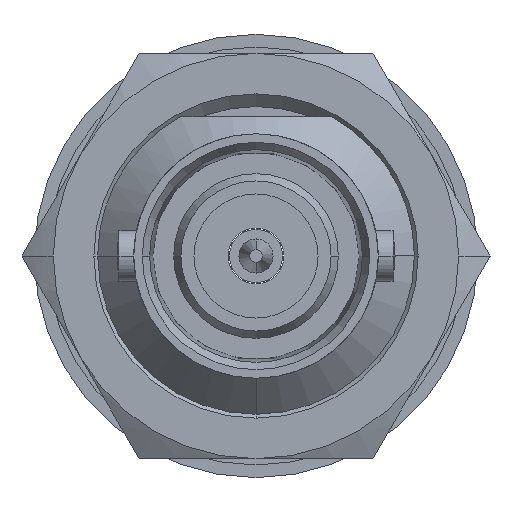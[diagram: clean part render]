
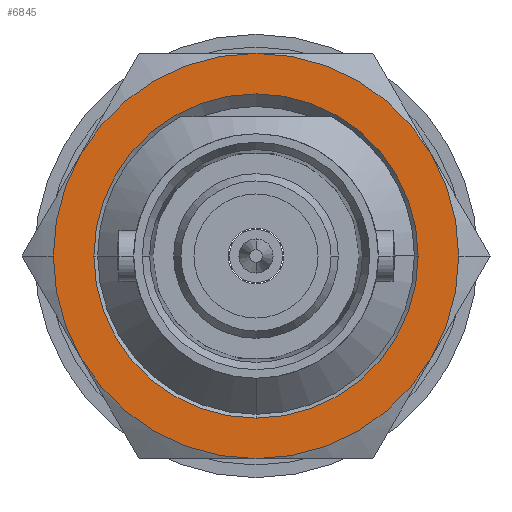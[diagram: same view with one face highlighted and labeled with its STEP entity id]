
A CAD part, left-side view. The second image highlights one B-rep face of the part: STEP entity #6845.
In plain terms, the highlighted planar face has unit normal (-1, 0, 0).
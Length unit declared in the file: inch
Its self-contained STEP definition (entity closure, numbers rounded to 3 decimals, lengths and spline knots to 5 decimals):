
#37 = EDGE_CURVE ( 'NONE', #782, #6070, #961, .T. ) ;
#45 = EDGE_CURVE ( 'NONE', #3516, #2818, #833, .T. ) ;
#163 = DIRECTION ( 'NONE',  ( 1., 0., 0. ) ) ;
#267 = CARTESIAN_POINT ( 'NONE',  ( 0., 0., 0. ) ) ;
#293 = DIRECTION ( 'NONE',  ( 1., 0., 0. ) ) ;
#310 = CARTESIAN_POINT ( 'NONE',  ( 0., 0., 0. ) ) ;
#363 = CARTESIAN_POINT ( 'NONE',  ( 0., 0.25197, 0. ) ) ;
#375 = AXIS2_PLACEMENT_3D ( 'NONE', #1476, #4490, #6915 ) ;
#406 = AXIS2_PLACEMENT_3D ( 'NONE', #6287, #7518, #2661 ) ;
#438 = DIRECTION ( 'NONE',  ( 1., 0., 0. ) ) ;
#782 = VERTEX_POINT ( 'NONE', #2835 ) ;
#783 = CARTESIAN_POINT ( 'NONE',  ( 0., -0.27276, -0.15748 ) ) ;
#785 = AXIS2_PLACEMENT_3D ( 'NONE', #5045, #5121, #7458 ) ;
#805 = FACE_BOUND ( 'NONE', #5111, .T. ) ;
#833 = CIRCLE ( 'NONE', #3489, 0.31496 ) ;
#961 = CIRCLE ( 'NONE', #2714, 0.31496 ) ;
#1019 = CARTESIAN_POINT ( 'NONE',  ( 0., 0., -0.31496 ) ) ;
#1106 = DIRECTION ( 'NONE',  ( -1., 0., 0. ) ) ;
#1260 = EDGE_CURVE ( 'NONE', #2468, #6070, #1523, .T. ) ;
#1309 = EDGE_CURVE ( 'NONE', #7384, #2818, #1390, .T. ) ;
#1384 = DIRECTION ( 'NONE',  ( 0., 1., 0. ) ) ;
#1390 = CIRCLE ( 'NONE', #3274, 0.31496 ) ;
#1476 = CARTESIAN_POINT ( 'NONE',  ( 0., 0., 0. ) ) ;
#1523 = CIRCLE ( 'NONE', #5952, 0.31496 ) ;
#1552 = VERTEX_POINT ( 'NONE', #783 ) ;
#1566 = DIRECTION ( 'NONE',  ( 0., 0.866, 0.5 ) ) ;
#1628 = VERTEX_POINT ( 'NONE', #5496 ) ;
#1631 = EDGE_CURVE ( 'NONE', #3742, #1628, #3897, .T. ) ;
#1666 = CARTESIAN_POINT ( 'NONE',  ( 0., 0., 0. ) ) ;
#2000 = DIRECTION ( 'NONE',  ( 0., 0.866, 0.5 ) ) ;
#2063 = CARTESIAN_POINT ( 'NONE',  ( 0., 0., 0. ) ) ;
#2065 = CARTESIAN_POINT ( 'NONE',  ( 0., 0.27276, 0.15748 ) ) ;
#2115 = ORIENTED_EDGE ( 'NONE', *, *, #5418, .T. ) ;
#2152 = VERTEX_POINT ( 'NONE', #2065 ) ;
#2287 = ORIENTED_EDGE ( 'NONE', *, *, #6063, .F. ) ;
#2468 = VERTEX_POINT ( 'NONE', #5517 ) ;
#2469 = DIRECTION ( 'NONE',  ( 0., -1., 0. ) ) ;
#2485 = ORIENTED_EDGE ( 'NONE', *, *, #3927, .T. ) ;
#2553 = DIRECTION ( 'NONE',  ( -1., 0., 0. ) ) ;
#2607 = PLANE ( 'NONE',  #785 ) ;
#2661 = DIRECTION ( 'NONE',  ( 0., 0.866, 0.5 ) ) ;
#2711 = CARTESIAN_POINT ( 'NONE',  ( 0., 0., 0. ) ) ;
#2714 = AXIS2_PLACEMENT_3D ( 'NONE', #2063, #293, #7581 ) ;
#2744 = ORIENTED_EDGE ( 'NONE', *, *, #7673, .T. ) ;
#2801 = CIRCLE ( 'NONE', #6503, 0.31496 ) ;
#2818 = VERTEX_POINT ( 'NONE', #3036 ) ;
#2835 = CARTESIAN_POINT ( 'NONE',  ( 0., 0., 0.31496 ) ) ;
#2995 = ORIENTED_EDGE ( 'NONE', *, *, #5383, .T. ) ;
#3036 = CARTESIAN_POINT ( 'NONE',  ( 0., 0.27276, -0.15748 ) ) ;
#3051 = AXIS2_PLACEMENT_3D ( 'NONE', #6226, #163, #1384 ) ;
#3105 = ORIENTED_EDGE ( 'NONE', *, *, #1631, .T. ) ;
#3169 = ORIENTED_EDGE ( 'NONE', *, *, #1309, .F. ) ;
#3274 = AXIS2_PLACEMENT_3D ( 'NONE', #2711, #5149, #6970 ) ;
#3321 = DIRECTION ( 'NONE',  ( -1., 0., 0. ) ) ;
#3489 = AXIS2_PLACEMENT_3D ( 'NONE', #3857, #5092, #1566 ) ;
#3497 = VERTEX_POINT ( 'NONE', #363 ) ;
#3516 = VERTEX_POINT ( 'NONE', #5131 ) ;
#3742 = VERTEX_POINT ( 'NONE', #4660 ) ;
#3753 = DIRECTION ( 'NONE',  ( 1., 0., 0. ) ) ;
#3857 = CARTESIAN_POINT ( 'NONE',  ( 0., 0., 0. ) ) ;
#3897 = CIRCLE ( 'NONE', #7823, 0.25197 ) ;
#3927 = EDGE_CURVE ( 'NONE', #1628, #3497, #7220, .T. ) ;
#4092 = DIRECTION ( 'NONE',  ( 0., -0.866, -0.5 ) ) ;
#4455 = CIRCLE ( 'NONE', #6098, 0.31496 ) ;
#4490 = DIRECTION ( 'NONE',  ( 1., 0., 0. ) ) ;
#4619 = ORIENTED_EDGE ( 'NONE', *, *, #45, .T. ) ;
#4660 = CARTESIAN_POINT ( 'NONE',  ( 0., -0.25197, 0. ) ) ;
#5045 = CARTESIAN_POINT ( 'NONE',  ( 0., 0., 0. ) ) ;
#5092 = DIRECTION ( 'NONE',  ( -1., 0., 0. ) ) ;
#5111 = EDGE_LOOP ( 'NONE', ( #3105, #2485, #2115 ) ) ;
#5121 = DIRECTION ( 'NONE',  ( 1., 0., 0. ) ) ;
#5131 = CARTESIAN_POINT ( 'NONE',  ( 0., 0.31496, 0. ) ) ;
#5149 = DIRECTION ( 'NONE',  ( 1., 0., 0. ) ) ;
#5383 = EDGE_CURVE ( 'NONE', #1552, #2468, #4455, .T. ) ;
#5418 = EDGE_CURVE ( 'NONE', #3497, #3742, #5457, .T. ) ;
#5457 = CIRCLE ( 'NONE', #3051, 0.25197 ) ;
#5496 = CARTESIAN_POINT ( 'NONE',  ( 0., 0., -0.25197 ) ) ;
#5517 = CARTESIAN_POINT ( 'NONE',  ( 0., -0.31496, 0. ) ) ;
#5691 = EDGE_LOOP ( 'NONE', ( #3169, #6262, #2995, #7669, #5953, #2287, #2744, #4619 ) ) ;
#5699 = CARTESIAN_POINT ( 'NONE',  ( 0., -0.27276, 0.15748 ) ) ;
#5725 = CIRCLE ( 'NONE', #7484, 0.31496 ) ;
#5952 = AXIS2_PLACEMENT_3D ( 'NONE', #310, #3321, #7565 ) ;
#5953 = ORIENTED_EDGE ( 'NONE', *, *, #37, .F. ) ;
#6063 = EDGE_CURVE ( 'NONE', #2152, #782, #6882, .T. ) ;
#6070 = VERTEX_POINT ( 'NONE', #5699 ) ;
#6098 = AXIS2_PLACEMENT_3D ( 'NONE', #1666, #1106, #4092 ) ;
#6226 = CARTESIAN_POINT ( 'NONE',  ( 0., 0., 0. ) ) ;
#6262 = ORIENTED_EDGE ( 'NONE', *, *, #7006, .F. ) ;
#6287 = CARTESIAN_POINT ( 'NONE',  ( 0., 0., 0. ) ) ;
#6355 = FACE_OUTER_BOUND ( 'NONE', #5691, .T. ) ;
#6503 = AXIS2_PLACEMENT_3D ( 'NONE', #267, #2553, #2000 ) ;
#6845 = ADVANCED_FACE ( 'NONE', ( #805, #6355 ), #2607, .F. ) ;
#6882 = CIRCLE ( 'NONE', #406, 0.31496 ) ;
#6915 = DIRECTION ( 'NONE',  ( 0., -1., 0. ) ) ;
#6970 = DIRECTION ( 'NONE',  ( 0., 0., -1. ) ) ;
#7006 = EDGE_CURVE ( 'NONE', #1552, #7384, #5725, .T. ) ;
#7220 = CIRCLE ( 'NONE', #375, 0.25197 ) ;
#7291 = CARTESIAN_POINT ( 'NONE',  ( 0., 0., 0. ) ) ;
#7384 = VERTEX_POINT ( 'NONE', #1019 ) ;
#7458 = DIRECTION ( 'NONE',  ( 0., 1., 0. ) ) ;
#7484 = AXIS2_PLACEMENT_3D ( 'NONE', #7735, #438, #7697 ) ;
#7518 = DIRECTION ( 'NONE',  ( 1., 0., 0. ) ) ;
#7565 = DIRECTION ( 'NONE',  ( 0., -0.866, -0.5 ) ) ;
#7581 = DIRECTION ( 'NONE',  ( 0., 0., 1. ) ) ;
#7669 = ORIENTED_EDGE ( 'NONE', *, *, #1260, .T. ) ;
#7673 = EDGE_CURVE ( 'NONE', #2152, #3516, #2801, .T. ) ;
#7697 = DIRECTION ( 'NONE',  ( 0., -0.866, -0.5 ) ) ;
#7735 = CARTESIAN_POINT ( 'NONE',  ( 0., 0., 0. ) ) ;
#7823 = AXIS2_PLACEMENT_3D ( 'NONE', #7291, #3753, #2469 ) ;
